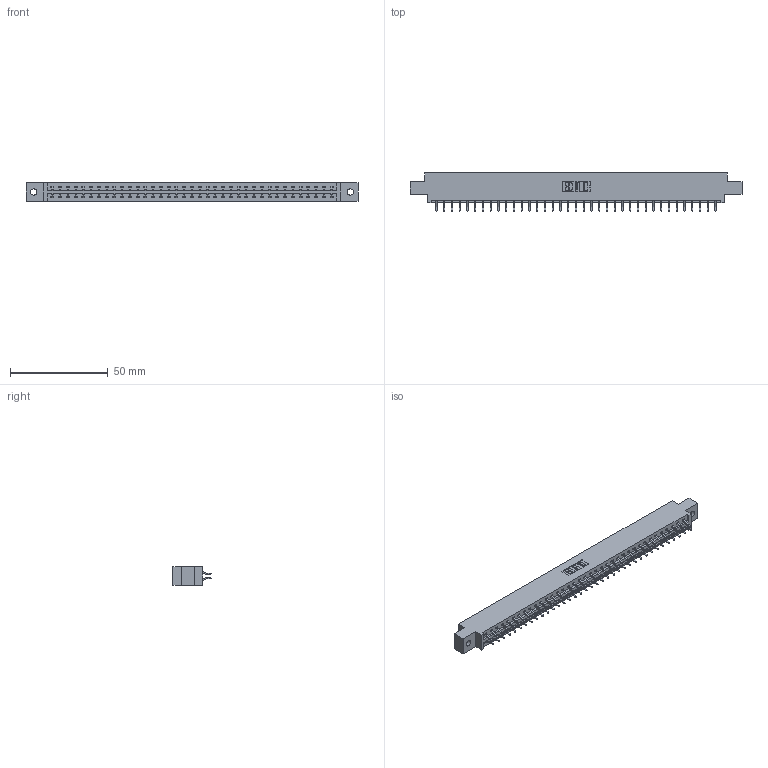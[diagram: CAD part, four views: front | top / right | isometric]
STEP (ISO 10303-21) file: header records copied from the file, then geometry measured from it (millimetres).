
FILE_DESCRIPTION (( 'STEP AP203' ), '1' );
FILE_NAME ('387-074-556-802.STEP', '2019-10-22T02:21:28', ( '' ), ( '' ), 'SwSTEP 2.0', 'SolidWorks 2016', '' );
FILE_SCHEMA (( 'CONFIG_CONTROL_DESIGN' ));
Length unit declared in the file: inch
Products named in the file (3): 387-074-556-802; 345-292-001_556 Tail; 337 Part_0.170 Offset - 0.128 Dia
Assembly tree (75 placements, depth 2):
  387-074-556-802
    337 Part_0.170 Offset - 0.128 Dia
    345-292-001_556 Tail  x74
Bounding box: 169.62 x 19.57 x 9.4 mm (x, y, z)
Volume: 17652.4 mm3; surface area: 19664.5 mm2
Topology: 75 solids, 75 shells, 4558 faces, 13569 edges, 8946 vertices
Faces by surface type: plane 3182, cylinder 1376
Entity records: 29689 total; most frequent: CARTESIAN_POINT 5022, ORIENTED_EDGE 4946, DIRECTION 4269, EDGE_CURVE 2473, LINE 2337, VECTOR 2337, VERTEX_POINT 1646, AXIS2_PLACEMENT_3D 966
